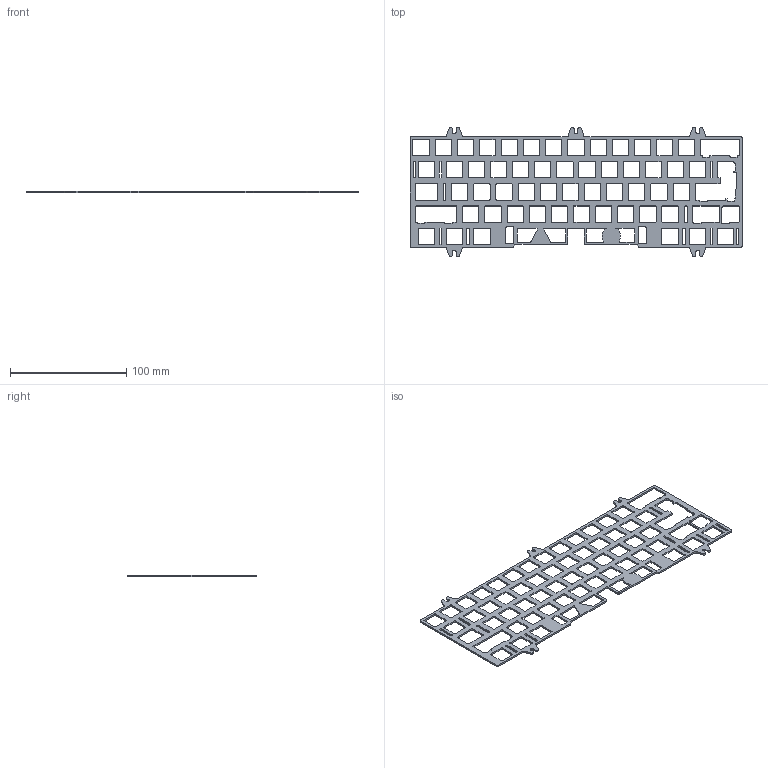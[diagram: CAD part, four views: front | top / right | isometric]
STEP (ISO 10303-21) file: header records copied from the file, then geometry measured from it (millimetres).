
FILE_DESCRIPTION(/* description */ (''),/* implementation_level */ '2;1');
FILE_NAME(/* name */ '959 Mini Plate (Universal semi-fixed).step',/* time_stamp */ '2022-02-25T11:16:10+00:00',/* author */ (''),/* organization */ (''),/* preprocessor_version */ 'ST-DEVELOPER v18.1',/* originating_system */ 'Autodesk Translation Framework v10.13.0.1454',/* authorisation */ '');
FILE_SCHEMA (('AUTOMOTIVE_DESIGN { 1 0 10303 214 3 1 1 }'));
Length unit declared in the file: millimetre
Products named in the file (1): Semi-fixed ANSI Plate (1)
Bounding box: 285.75 x 110.85 x 1.5 mm (x, y, z)
Volume: 19474.7 mm3; surface area: 33414.3 mm2
Topology: 1 solids, 1 shells, 764 faces, 2286 edges, 1524 vertices
Faces by surface type: plane 393, cylinder 371
Entity records: 26252 total; most frequent: CARTESIAN_POINT 4575, ORIENTED_EDGE 4572, DIRECTION 4558, EDGE_CURVE 2286, LINE 1544, VECTOR 1544, VERTEX_POINT 1524, AXIS2_PLACEMENT_3D 1507
